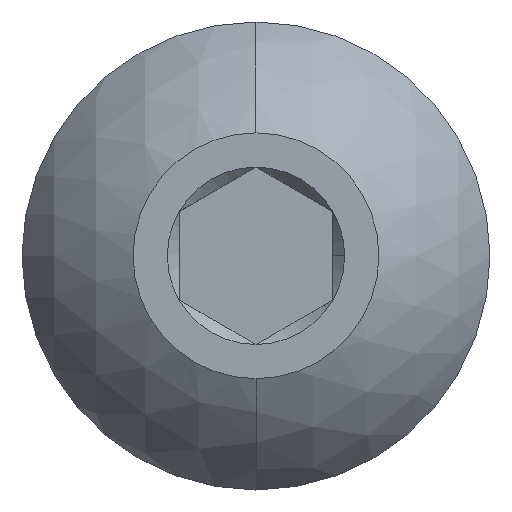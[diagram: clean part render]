
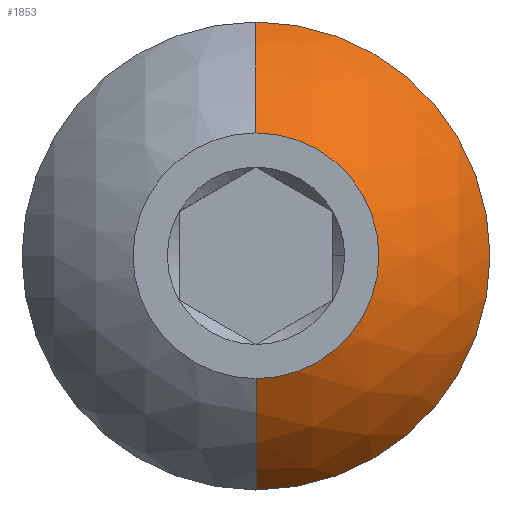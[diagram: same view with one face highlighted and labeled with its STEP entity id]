
A CAD part, top view. The second image highlights one B-rep face of the part: STEP entity #1853.
In plain terms, the highlighted spherical face has radius 3.424 mm.
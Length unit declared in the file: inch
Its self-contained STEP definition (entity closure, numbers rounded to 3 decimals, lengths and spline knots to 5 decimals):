
#139 = AXIS2_PLACEMENT_3D ( 'NONE', #1608, #1607, #1601 ) ;
#140 = AXIS2_PLACEMENT_3D ( 'NONE', #1602, #1603, #1605 ) ;
#141 = AXIS2_PLACEMENT_3D ( 'NONE', #1609, #1610, #1611 ) ;
#142 = AXIS2_PLACEMENT_3D ( 'NONE', #1612, #1613, #1614 ) ;
#143 = AXIS2_PLACEMENT_3D ( 'NONE', #1617, #1618, #1619 ) ;
#177 = AXIS2_PLACEMENT_3D ( 'NONE', #1147, #1145, #1150 ) ;
#1145 = DIRECTION ( 'NONE',  ( 1., 0., 0. ) ) ;
#1147 = CARTESIAN_POINT ( 'NONE',  ( 0., 0., -0.11945 ) ) ;
#1150 = DIRECTION ( 'NONE',  ( 0., -1., 0. ) ) ;
#1235 = CARTESIAN_POINT ( 'NONE',  ( 0., -0.119, -0.0561 ) ) ;
#1236 = CARTESIAN_POINT ( 'NONE',  ( 0., 0.0625, 0. ) ) ;
#1241 = CARTESIAN_POINT ( 'NONE',  ( 0.119, 0., -0.0561 ) ) ;
#1277 = CARTESIAN_POINT ( 'NONE',  ( 0., 0.119, -0.0561 ) ) ;
#1280 = CARTESIAN_POINT ( 'NONE',  ( 0., -0.0625, 0. ) ) ;
#1575 = EDGE_CURVE ( 'NONE', #2224, #2481, #2094, .T. ) ;
#1576 = EDGE_CURVE ( 'NONE', #2481, #2232, #2096, .T. ) ;
#1577 = EDGE_CURVE ( 'NONE', #2471, #2232, #2089, .T. ) ;
#1578 = EDGE_CURVE ( 'NONE', #2224, #2297, #2084, .T. ) ;
#1580 = EDGE_CURVE ( 'NONE', #2297, #2471, #2098, .T. ) ;
#1601 = DIRECTION ( 'NONE',  ( 0., -1., 0. ) ) ;
#1602 = CARTESIAN_POINT ( 'NONE',  ( 0., 0., 0. ) ) ;
#1603 = DIRECTION ( 'NONE',  ( 0., 0., 1. ) ) ;
#1605 = DIRECTION ( 'NONE',  ( 1., 0., 0. ) ) ;
#1607 = DIRECTION ( 'NONE',  ( -1., 0., 0. ) ) ;
#1608 = CARTESIAN_POINT ( 'NONE',  ( 0., 0., -0.11945 ) ) ;
#1609 = CARTESIAN_POINT ( 'NONE',  ( 0., 0., -0.11945 ) ) ;
#1610 = DIRECTION ( 'NONE',  ( 1., 0., 0. ) ) ;
#1611 = DIRECTION ( 'NONE',  ( 0., 1., 0. ) ) ;
#1612 = CARTESIAN_POINT ( 'NONE',  ( 0., 0., -0.0561 ) ) ;
#1613 = DIRECTION ( 'NONE',  ( 0., 0., 1. ) ) ;
#1614 = DIRECTION ( 'NONE',  ( 1., 0., 0. ) ) ;
#1617 = CARTESIAN_POINT ( 'NONE',  ( 0., 0., -0.0561 ) ) ;
#1618 = DIRECTION ( 'NONE',  ( 0., 0., 1. ) ) ;
#1619 = DIRECTION ( 'NONE',  ( 1., 0., 0. ) ) ;
#1853 = ADVANCED_FACE ( 'NONE', ( #2162 ), #2178, .T. ) ;
#1982 = ORIENTED_EDGE ( 'NONE', *, *, #1578, .T. ) ;
#2084 = CIRCLE ( 'NONE', #142, 0.119 ) ;
#2089 = CIRCLE ( 'NONE', #141, 0.13481 ) ;
#2094 = CIRCLE ( 'NONE', #139, 0.13481 ) ;
#2096 = CIRCLE ( 'NONE', #140, 0.0625 ) ;
#2098 = CIRCLE ( 'NONE', #143, 0.119 ) ;
#2162 = FACE_OUTER_BOUND ( 'NONE', #2343, .T. ) ;
#2178 = SPHERICAL_SURFACE ( 'NONE', #177, 0.13481 ) ;
#2224 = VERTEX_POINT ( 'NONE', #1235 ) ;
#2232 = VERTEX_POINT ( 'NONE', #1236 ) ;
#2297 = VERTEX_POINT ( 'NONE', #1241 ) ;
#2322 = ORIENTED_EDGE ( 'NONE', *, *, #1575, .F. ) ;
#2330 = ORIENTED_EDGE ( 'NONE', *, *, #1577, .T. ) ;
#2332 = ORIENTED_EDGE ( 'NONE', *, *, #1580, .T. ) ;
#2343 = EDGE_LOOP ( 'NONE', ( #1982, #2332, #2330, #2462, #2322 ) ) ;
#2462 = ORIENTED_EDGE ( 'NONE', *, *, #1576, .F. ) ;
#2471 = VERTEX_POINT ( 'NONE', #1277 ) ;
#2481 = VERTEX_POINT ( 'NONE', #1280 ) ;
